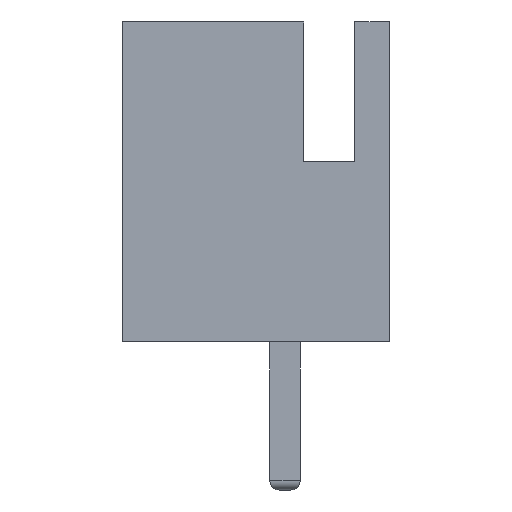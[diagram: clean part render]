
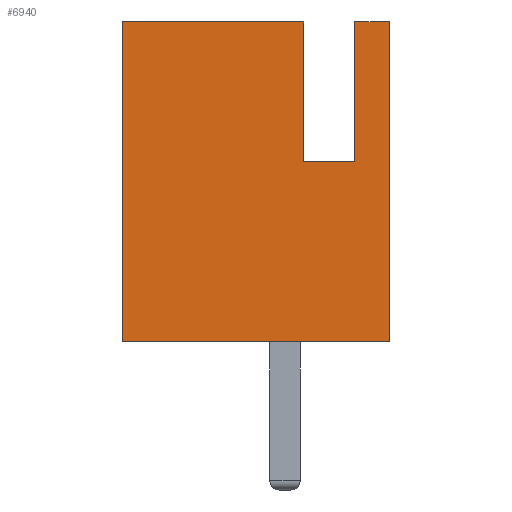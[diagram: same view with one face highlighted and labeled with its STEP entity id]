
A CAD part, left-side view. The second image highlights one B-rep face of the part: STEP entity #6940.
In plain terms, the highlighted planar face has unit normal (-1, 0, 0).
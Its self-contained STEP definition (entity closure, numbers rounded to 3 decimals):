
#345 = DIRECTION ( 'NONE',  ( 0., 0., -1. ) ) ;
#510 = CARTESIAN_POINT ( 'NONE',  ( -8.75, 2.875, 6.88 ) ) ;
#521 = CARTESIAN_POINT ( 'NONE',  ( -8.75, -1.025, 3.88 ) ) ;
#581 = CARTESIAN_POINT ( 'NONE',  ( -8.75, 2.875, 6.88 ) ) ;
#763 = EDGE_CURVE ( 'NONE', #5448, #5094, #4060, .T. ) ;
#1023 = DIRECTION ( 'NONE',  ( 0., 0., -1. ) ) ;
#1512 = CARTESIAN_POINT ( 'NONE',  ( -8.75, -2.875, 0. ) ) ;
#1575 = EDGE_CURVE ( 'NONE', #5059, #3594, #7880, .T. ) ;
#1697 = VECTOR ( 'NONE', #345, 1000. ) ;
#1779 = DIRECTION ( 'NONE',  ( 0., 0., -1. ) ) ;
#1833 = LINE ( 'NONE', #510, #6830 ) ;
#1920 = DIRECTION ( 'NONE',  ( 0., -1., 0. ) ) ;
#1922 = CARTESIAN_POINT ( 'NONE',  ( -8.75, -2.125, 3.88 ) ) ;
#2227 = LINE ( 'NONE', #7001, #3401 ) ;
#2271 = DIRECTION ( 'NONE',  ( 0., -1., 0. ) ) ;
#2404 = DIRECTION ( 'NONE',  ( 1., 0., 0. ) ) ;
#2691 = CARTESIAN_POINT ( 'NONE',  ( -8.75, -2.125, 6.88 ) ) ;
#2881 = EDGE_CURVE ( 'NONE', #5094, #5642, #5014, .T. ) ;
#3287 = ORIENTED_EDGE ( 'NONE', *, *, #2881, .F. ) ;
#3302 = ORIENTED_EDGE ( 'NONE', *, *, #8552, .F. ) ;
#3401 = VECTOR ( 'NONE', #2271, 1000. ) ;
#3471 = VECTOR ( 'NONE', #7767, 1000. ) ;
#3494 = AXIS2_PLACEMENT_3D ( 'NONE', #3846, #2404, #1779 ) ;
#3594 = VERTEX_POINT ( 'NONE', #521 ) ;
#3602 = EDGE_CURVE ( 'NONE', #4430, #4076, #7283, .T. ) ;
#3650 = DIRECTION ( 'NONE',  ( 0., 0., -1. ) ) ;
#3696 = CARTESIAN_POINT ( 'NONE',  ( -8.75, -2.875, 6.88 ) ) ;
#3846 = CARTESIAN_POINT ( 'NONE',  ( -8.75, 2.875, 6.88 ) ) ;
#3966 = VECTOR ( 'NONE', #3650, 1000. ) ;
#4060 = LINE ( 'NONE', #581, #5452 ) ;
#4076 = VERTEX_POINT ( 'NONE', #6634 ) ;
#4171 = ORIENTED_EDGE ( 'NONE', *, *, #1575, .F. ) ;
#4430 = VERTEX_POINT ( 'NONE', #7017 ) ;
#4507 = CARTESIAN_POINT ( 'NONE',  ( -8.75, -2.875, 6.88 ) ) ;
#4651 = ORIENTED_EDGE ( 'NONE', *, *, #4969, .F. ) ;
#4969 = EDGE_CURVE ( 'NONE', #4430, #5059, #1833, .T. ) ;
#4992 = LINE ( 'NONE', #5037, #3471 ) ;
#5014 = LINE ( 'NONE', #3696, #3966 ) ;
#5037 = CARTESIAN_POINT ( 'NONE',  ( -8.75, -2.125, 6.88 ) ) ;
#5059 = VERTEX_POINT ( 'NONE', #6448 ) ;
#5094 = VERTEX_POINT ( 'NONE', #4507 ) ;
#5448 = VERTEX_POINT ( 'NONE', #2691 ) ;
#5452 = VECTOR ( 'NONE', #7430, 1000. ) ;
#5642 = VERTEX_POINT ( 'NONE', #1512 ) ;
#5792 = EDGE_LOOP ( 'NONE', ( #3302, #4171, #4651, #6800, #7364, #3287, #6191, #6513 ) ) ;
#5849 = PLANE ( 'NONE',  #3494 ) ;
#5902 = CARTESIAN_POINT ( 'NONE',  ( -8.75, -1.025, 6.88 ) ) ;
#6079 = EDGE_CURVE ( 'NONE', #7310, #5448, #4992, .T. ) ;
#6191 = ORIENTED_EDGE ( 'NONE', *, *, #763, .F. ) ;
#6448 = CARTESIAN_POINT ( 'NONE',  ( -8.75, -1.025, 6.88 ) ) ;
#6513 = ORIENTED_EDGE ( 'NONE', *, *, #6079, .F. ) ;
#6634 = CARTESIAN_POINT ( 'NONE',  ( -8.75, 2.875, 0. ) ) ;
#6800 = ORIENTED_EDGE ( 'NONE', *, *, #3602, .T. ) ;
#6830 = VECTOR ( 'NONE', #1920, 1000. ) ;
#6940 = ADVANCED_FACE ( 'NONE', ( #7831 ), #5849, .F. ) ;
#7001 = CARTESIAN_POINT ( 'NONE',  ( -8.75, -1.025, 3.88 ) ) ;
#7017 = CARTESIAN_POINT ( 'NONE',  ( -8.75, 2.875, 6.88 ) ) ;
#7214 = CARTESIAN_POINT ( 'NONE',  ( -8.75, 2.875, 0. ) ) ;
#7283 = LINE ( 'NONE', #8436, #1697 ) ;
#7307 = VECTOR ( 'NONE', #1023, 1000. ) ;
#7310 = VERTEX_POINT ( 'NONE', #1922 ) ;
#7364 = ORIENTED_EDGE ( 'NONE', *, *, #8625, .T. ) ;
#7430 = DIRECTION ( 'NONE',  ( 0., -1., 0. ) ) ;
#7767 = DIRECTION ( 'NONE',  ( 0., 0., 1. ) ) ;
#7831 = FACE_OUTER_BOUND ( 'NONE', #5792, .T. ) ;
#7880 = LINE ( 'NONE', #5902, #7307 ) ;
#8313 = VECTOR ( 'NONE', #8535, 1000. ) ;
#8436 = CARTESIAN_POINT ( 'NONE',  ( -8.75, 2.875, 6.88 ) ) ;
#8491 = LINE ( 'NONE', #7214, #8313 ) ;
#8535 = DIRECTION ( 'NONE',  ( 0., -1., 0. ) ) ;
#8552 = EDGE_CURVE ( 'NONE', #3594, #7310, #2227, .T. ) ;
#8625 = EDGE_CURVE ( 'NONE', #4076, #5642, #8491, .T. ) ;
